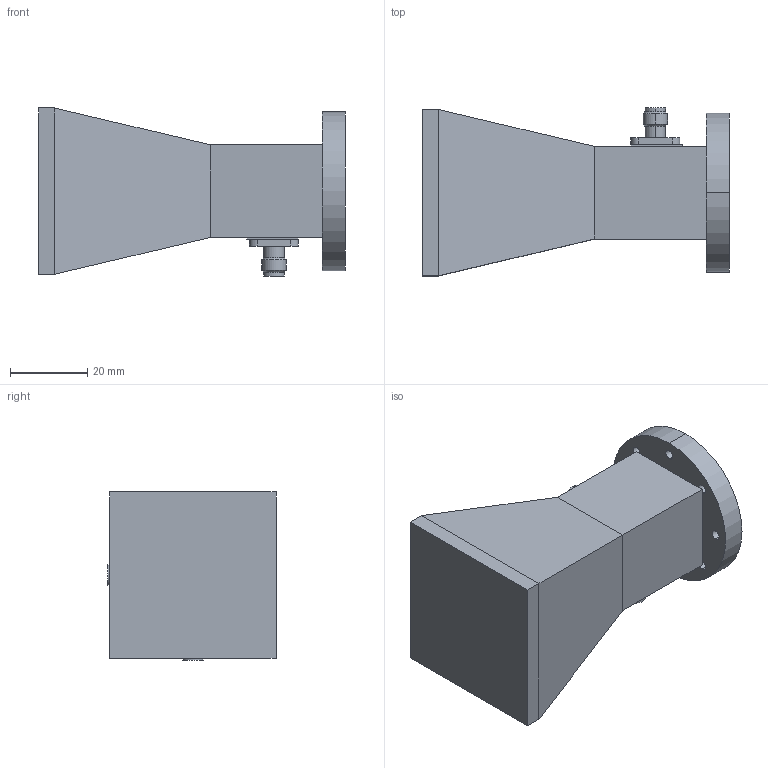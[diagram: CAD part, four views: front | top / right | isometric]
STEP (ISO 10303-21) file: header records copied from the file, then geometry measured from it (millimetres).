
FILE_DESCRIPTION (( 'STEP AP203' ), '1' );
FILE_NAME ('1902280100-1.STEP', '2019-07-16T11:15:43', ( '桑三博客' ), ( 'Www.SangSan.Cn' ), 'SwSTEP 2.0', 'SolidWorks 2012', '' );
FILE_SCHEMA (( 'CONFIG_CONTROL_DESIGN' ));
Length unit declared in the file: millimetre
Products named in the file (1): 1902280100-1
Bounding box: 79.5 x 43.55 x 43.55 mm (x, y, z)
Volume: 80079.9 mm3; surface area: 16531.2 mm2
Topology: 4 solids, 4 shells, 101 faces, 236 edges, 152 vertices
Faces by surface type: plane 49, cylinder 44, cone 8
Entity records: 3005 total; most frequent: DIRECTION 536, CARTESIAN_POINT 490, ORIENTED_EDGE 472, EDGE_CURVE 236, AXIS2_PLACEMENT_3D 198, VERTEX_POINT 152, LINE 140, VECTOR 140
